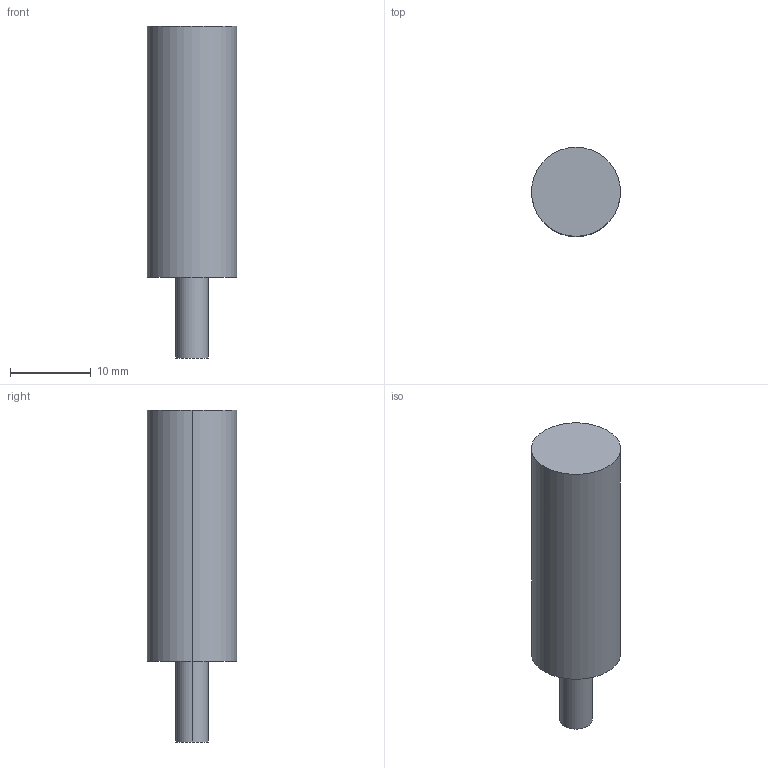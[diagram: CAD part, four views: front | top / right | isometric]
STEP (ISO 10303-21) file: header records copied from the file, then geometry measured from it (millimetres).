
FILE_DESCRIPTION((''),'2;1');
FILE_NAME('CAD-0003A','2023-01-02T09:24:37',('creinig-se'),(''),'CREO PARAMETRIC BY PTC INC, 2019292','CREO PARAMETRIC BY PTC INC, 2019292','');
FILE_SCHEMA(('CONFIG_CONTROL_DESIGN','SHAPE_APPEARANCE_LAYERS_GROUPS'));
Length unit declared in the file: millimetre
Products named in the file (1): CAD-0003A
Bounding box: 11 x 11 x 41 mm (x, y, z)
Volume: 3071.7 mm3; surface area: 1387 mm2
Topology: 1 solids, 1 shells, 7 faces, 65 edges, 66 vertices
Faces by surface type: cylinder 4, plane 3
Entity records: 792 total; most frequent: DIRECTION 105, CARTESIAN_POINT 81, PRESENTATION_STYLE_ASSIGNMENT 58, STYLED_ITEM 58, CURVE_STYLE 54, TRIMMED_CURVE 53, COMPOSITE_CURVE_SEGMENT 48, VECTOR 41
